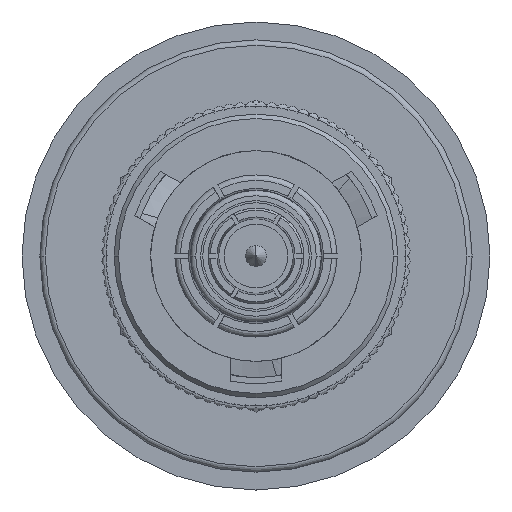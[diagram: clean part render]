
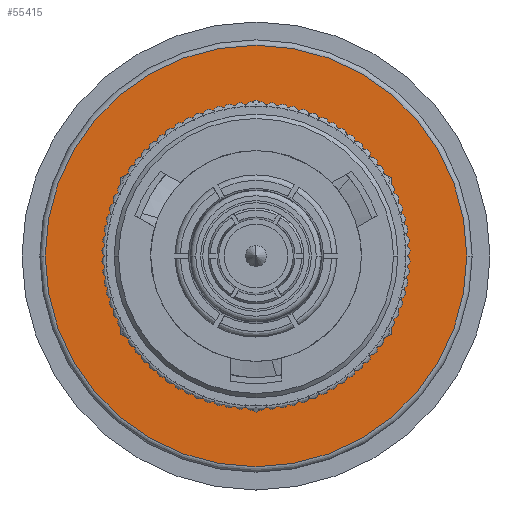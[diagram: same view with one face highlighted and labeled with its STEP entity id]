
A CAD part, left-side view. The second image highlights one B-rep face of the part: STEP entity #55415.
In plain terms, the highlighted planar face has unit normal (-1, 0, 0).
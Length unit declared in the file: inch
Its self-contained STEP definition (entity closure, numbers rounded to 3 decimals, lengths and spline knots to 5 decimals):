
#537 = FACE_OUTER_BOUND ( 'NONE', #15791, .T. ) ;
#3191 = DIRECTION ( 'NONE',  ( 1., 0., 0. ) ) ;
#5050 = AXIS2_PLACEMENT_3D ( 'NONE', #44202, #3191, #63384 ) ;
#6176 = EDGE_CURVE ( 'NONE', #56078, #46536, #44645, .T. ) ;
#7012 = VECTOR ( 'NONE', #7271, 39.37008 ) ;
#7271 = DIRECTION ( 'NONE',  ( 0., 1., 0. ) ) ;
#8977 = ORIENTED_EDGE ( 'NONE', *, *, #61411, .T. ) ;
#9791 = CARTESIAN_POINT ( 'NONE',  ( -0.85374, -0.4, 0.25 ) ) ;
#14921 = CARTESIAN_POINT ( 'NONE',  ( -0.85374, 0.12928, 0.25 ) ) ;
#15547 = AXIS2_PLACEMENT_3D ( 'NONE', #42856, #26914, #32741 ) ;
#15791 = EDGE_LOOP ( 'NONE', ( #64270, #54270 ) ) ;
#16088 = DIRECTION ( 'NONE',  ( 1., 0., 0. ) ) ;
#17442 = VECTOR ( 'NONE', #29665, 39.37008 ) ;
#22758 = CARTESIAN_POINT ( 'NONE',  ( -0.85374, 0., 0.39 ) ) ;
#25520 = CARTESIAN_POINT ( 'NONE',  ( -0.85374, 0.12928, -0.25 ) ) ;
#25724 = DIRECTION ( 'NONE',  ( 1., 0., 0. ) ) ;
#26675 = CARTESIAN_POINT ( 'NONE',  ( -0.85374, 0., 0. ) ) ;
#26914 = DIRECTION ( 'NONE',  ( 1., 0., 0. ) ) ;
#27074 = CARTESIAN_POINT ( 'NONE',  ( -0.85374, -0.12928, 0.25 ) ) ;
#27446 = CARTESIAN_POINT ( 'NONE',  ( -0.85374, -0.4, -0.25 ) ) ;
#28028 = VERTEX_POINT ( 'NONE', #25520 ) ;
#29665 = DIRECTION ( 'NONE',  ( 0., 1., 0. ) ) ;
#30438 = ORIENTED_EDGE ( 'NONE', *, *, #52356, .T. ) ;
#32741 = DIRECTION ( 'NONE',  ( 0., 0., -1. ) ) ;
#33047 = CIRCLE ( 'NONE', #5050, 0.39 ) ;
#33192 = CIRCLE ( 'NONE', #59270, 0.28145 ) ;
#35393 = AXIS2_PLACEMENT_3D ( 'NONE', #58796, #53913, #54225 ) ;
#38533 = CARTESIAN_POINT ( 'NONE',  ( -0.85374, -0.12928, -0.25 ) ) ;
#40664 = AXIS2_PLACEMENT_3D ( 'NONE', #50655, #16088, #44784 ) ;
#42856 = CARTESIAN_POINT ( 'NONE',  ( -0.85374, 0., 0. ) ) ;
#43658 = CIRCLE ( 'NONE', #15547, 0.28145 ) ;
#44202 = CARTESIAN_POINT ( 'NONE',  ( -0.85374, 0., 0. ) ) ;
#44645 = LINE ( 'NONE', #9791, #17442 ) ;
#44784 = DIRECTION ( 'NONE',  ( 0., 0., -1. ) ) ;
#45810 = CIRCLE ( 'NONE', #35393, 0.39 ) ;
#46318 = VERTEX_POINT ( 'NONE', #63130 ) ;
#46536 = VERTEX_POINT ( 'NONE', #14921 ) ;
#47697 = ORIENTED_EDGE ( 'NONE', *, *, #53288, .T. ) ;
#48278 = ORIENTED_EDGE ( 'NONE', *, *, #6176, .F. ) ;
#50655 = CARTESIAN_POINT ( 'NONE',  ( -0.85374, 0.39, 0. ) ) ;
#50801 = DIRECTION ( 'NONE',  ( 0., 0., -1. ) ) ;
#51714 = VERTEX_POINT ( 'NONE', #22758 ) ;
#51888 = LINE ( 'NONE', #27446, #7012 ) ;
#52356 = EDGE_CURVE ( 'NONE', #56078, #53665, #43658, .T. ) ;
#53288 = EDGE_CURVE ( 'NONE', #28028, #46536, #33192, .T. ) ;
#53300 = EDGE_LOOP ( 'NONE', ( #47697, #48278, #30438, #8977 ) ) ;
#53665 = VERTEX_POINT ( 'NONE', #38533 ) ;
#53913 = DIRECTION ( 'NONE',  ( 1., 0., 0. ) ) ;
#54225 = DIRECTION ( 'NONE',  ( 0., 0., -1. ) ) ;
#54270 = ORIENTED_EDGE ( 'NONE', *, *, #54572, .F. ) ;
#54572 = EDGE_CURVE ( 'NONE', #51714, #46318, #45810, .T. ) ;
#55415 = ADVANCED_FACE ( 'NONE', ( #60106, #537 ), #60724, .F. ) ;
#56078 = VERTEX_POINT ( 'NONE', #27074 ) ;
#58796 = CARTESIAN_POINT ( 'NONE',  ( -0.85374, 0., 0. ) ) ;
#59270 = AXIS2_PLACEMENT_3D ( 'NONE', #26675, #25724, #50801 ) ;
#60106 = FACE_BOUND ( 'NONE', #53300, .T. ) ;
#60724 = PLANE ( 'NONE',  #40664 ) ;
#61411 = EDGE_CURVE ( 'NONE', #53665, #28028, #51888, .T. ) ;
#62929 = EDGE_CURVE ( 'NONE', #46318, #51714, #33047, .T. ) ;
#63130 = CARTESIAN_POINT ( 'NONE',  ( -0.85374, 0., -0.39 ) ) ;
#63384 = DIRECTION ( 'NONE',  ( 0., 0., -1. ) ) ;
#64270 = ORIENTED_EDGE ( 'NONE', *, *, #62929, .F. ) ;
